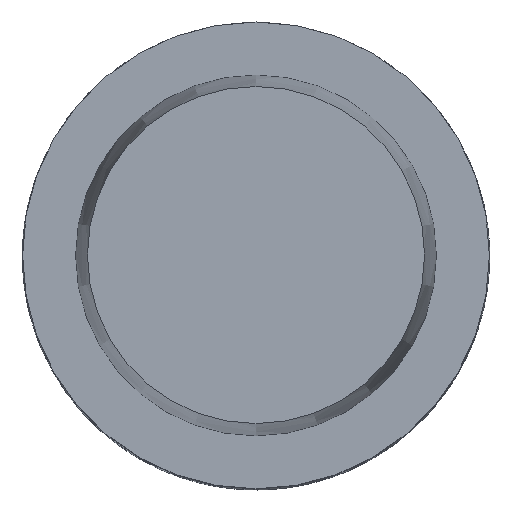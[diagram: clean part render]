
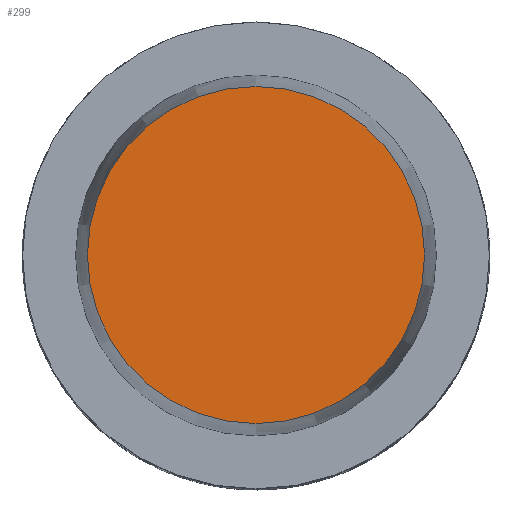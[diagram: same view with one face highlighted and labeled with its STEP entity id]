
A CAD part, top view. The second image highlights one B-rep face of the part: STEP entity #299.
In plain terms, the highlighted planar face has unit normal (0, 0, 1).
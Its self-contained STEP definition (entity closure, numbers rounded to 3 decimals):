
#114=PLANE('',#526);
#116=FACE_OUTER_BOUND('',#162,.T.);
#162=EDGE_LOOP('',(#210));
#210=ORIENTED_EDGE('',*,*,#236,.F.);
#236=EDGE_CURVE('',#374,#374,#260,.T.);
#260=CIRCLE('',#525,22.722);
#299=ADVANCED_FACE('',(#116),#114,.F.);
#374=VERTEX_POINT('',#5614);
#525=AXIS2_PLACEMENT_3D('',#5613,#642,#643);
#526=AXIS2_PLACEMENT_3D('',#5615,#644,#645);
#642=DIRECTION('',(0.,0.,-1.));
#643=DIRECTION('',(0.,-1.,0.));
#644=DIRECTION('',(0.,0.,-1.));
#645=DIRECTION('',(0.,-1.,0.));
#5613=CARTESIAN_POINT('',(0.,0.,31.9));
#5614=CARTESIAN_POINT('',(0.,-22.722,31.9));
#5615=CARTESIAN_POINT('',(0.,0.,31.9));
